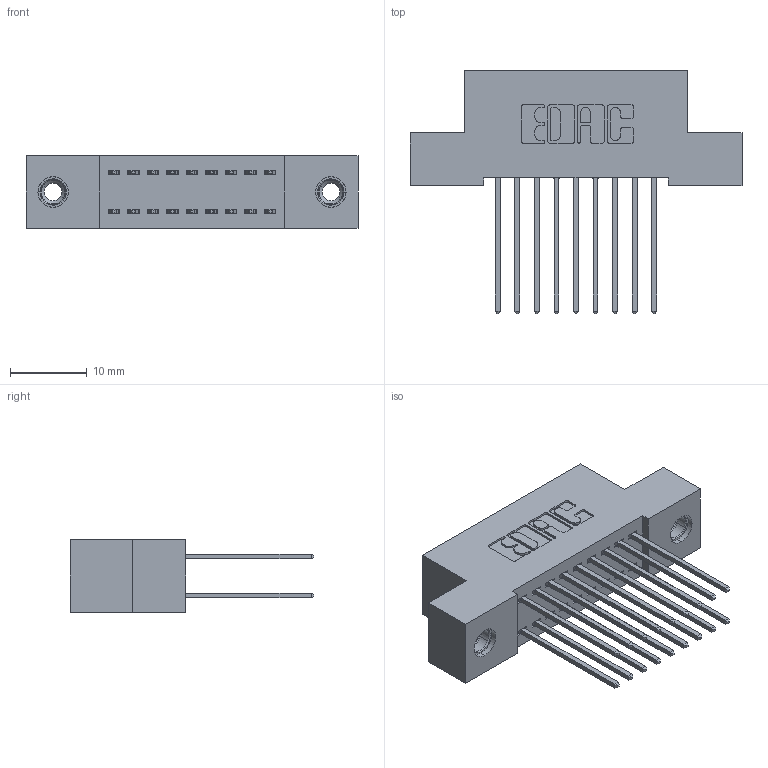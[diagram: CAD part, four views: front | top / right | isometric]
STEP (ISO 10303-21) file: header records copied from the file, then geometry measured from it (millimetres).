
FILE_DESCRIPTION (( 'STEP AP203' ), '1' );
FILE_NAME ('392-018-542-208.STEP', '2019-10-07T04:15:09', ( '' ), ( '' ), 'SwSTEP 2.0', 'SolidWorks 2016', '' );
FILE_SCHEMA (( 'CONFIG_CONTROL_DESIGN' ));
Length unit declared in the file: inch
Products named in the file (4): 345-292-001_345-293-142; 345-250-001_345-250-003-102; 392-018-542-208; 342 Part_TI
Assembly tree (21 placements, depth 2):
  392-018-542-208
    342 Part_TI
    345-292-001_345-293-142  x18
    345-250-001_345-250-003-102  x2
Bounding box: 43.18 x 31.63 x 9.4 mm (x, y, z)
Volume: 3801.7 mm3; surface area: 5762 mm2
Topology: 21 solids, 21 shells, 1106 faces, 3225 edges, 2118 vertices
Faces by surface type: plane 746, cylinder 344, cone 12, torus 4
Entity records: 11130 total; most frequent: CARTESIAN_POINT 1865, ORIENTED_EDGE 1794, DIRECTION 1683, EDGE_CURVE 897, LINE 749, VECTOR 749, VERTEX_POINT 592, AXIS2_PLACEMENT_3D 467
